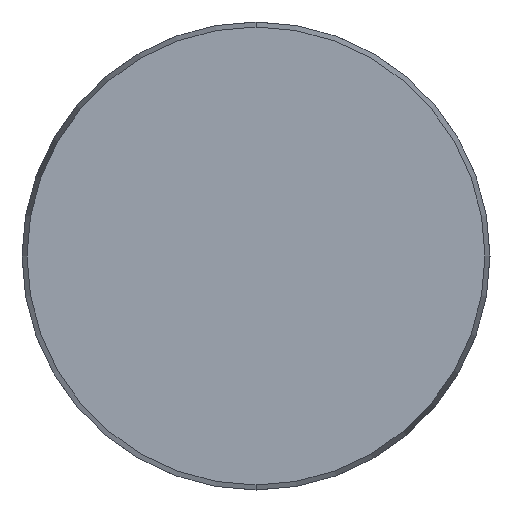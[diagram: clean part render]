
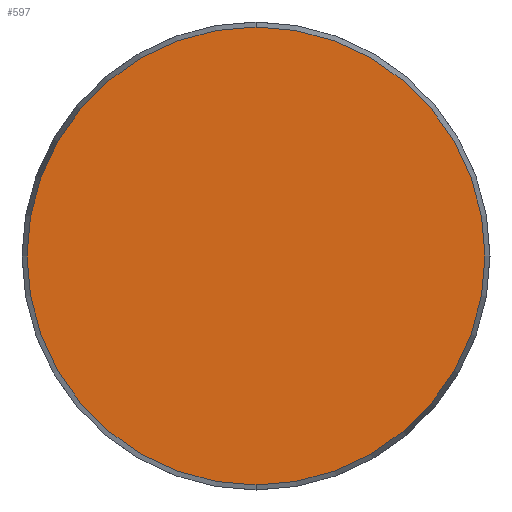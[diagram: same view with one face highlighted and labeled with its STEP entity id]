
A CAD part, front view. The second image highlights one B-rep face of the part: STEP entity #597.
In plain terms, the highlighted planar face has unit normal (0, -1, 0).
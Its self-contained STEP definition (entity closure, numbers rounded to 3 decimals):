
#22 = AXIS2_PLACEMENT_3D ( 'NONE', #40, #156, #605 ) ;
#40 = CARTESIAN_POINT ( 'NONE',  ( -39.143, 0., 0. ) ) ;
#54 = DIRECTION ( 'NONE',  ( 0., 0., -1. ) ) ;
#72 = DIRECTION ( 'NONE',  ( 0., 0., -1. ) ) ;
#76 = CIRCLE ( 'NONE', #174, 39.143 ) ;
#111 = VERTEX_POINT ( 'NONE', #465 ) ;
#139 = AXIS2_PLACEMENT_3D ( 'NONE', #445, #442, #54 ) ;
#156 = DIRECTION ( 'NONE',  ( 0., 1., 0. ) ) ;
#159 = VERTEX_POINT ( 'NONE', #600 ) ;
#174 = AXIS2_PLACEMENT_3D ( 'NONE', #837, #180, #72 ) ;
#180 = DIRECTION ( 'NONE',  ( 0., -1., 0. ) ) ;
#190 = CIRCLE ( 'NONE', #139, 39.143 ) ;
#211 = PLANE ( 'NONE',  #22 ) ;
#235 = EDGE_LOOP ( 'NONE', ( #542, #360 ) ) ;
#360 = ORIENTED_EDGE ( 'NONE', *, *, #708, .T. ) ;
#442 = DIRECTION ( 'NONE',  ( 0., -1., 0. ) ) ;
#445 = CARTESIAN_POINT ( 'NONE',  ( 0., 0., 0. ) ) ;
#465 = CARTESIAN_POINT ( 'NONE',  ( 0., 0., 39.143 ) ) ;
#521 = EDGE_CURVE ( 'NONE', #111, #159, #76, .T. ) ;
#542 = ORIENTED_EDGE ( 'NONE', *, *, #521, .T. ) ;
#597 = ADVANCED_FACE ( 'NONE', ( #617 ), #211, .F. ) ;
#600 = CARTESIAN_POINT ( 'NONE',  ( 0., 0., -39.143 ) ) ;
#605 = DIRECTION ( 'NONE',  ( 0., 0., 1. ) ) ;
#617 = FACE_OUTER_BOUND ( 'NONE', #235, .T. ) ;
#708 = EDGE_CURVE ( 'NONE', #159, #111, #190, .T. ) ;
#837 = CARTESIAN_POINT ( 'NONE',  ( 0., 0., 0. ) ) ;
